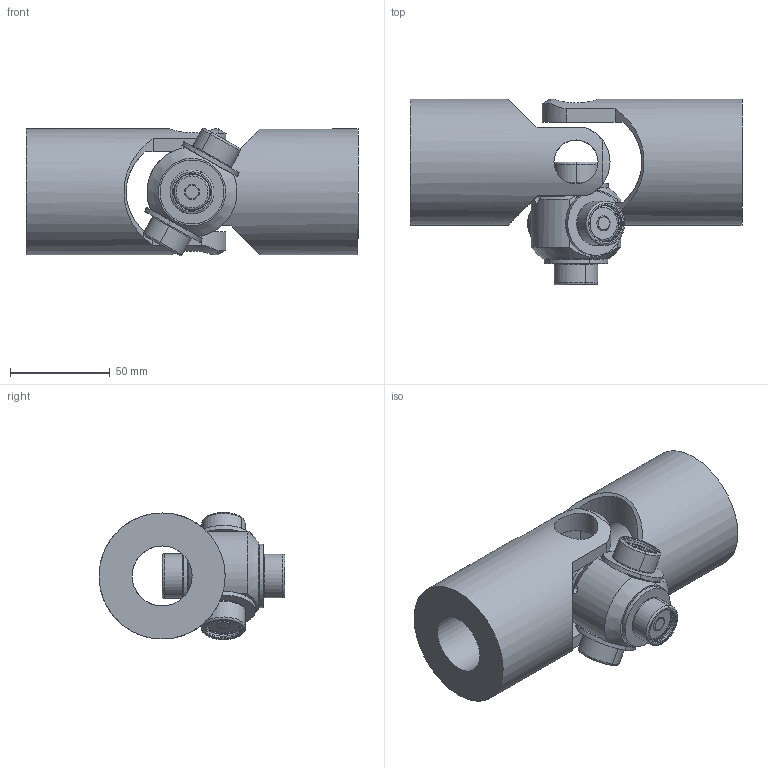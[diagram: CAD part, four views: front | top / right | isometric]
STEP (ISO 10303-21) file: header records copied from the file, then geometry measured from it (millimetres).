
FILE_DESCRIPTION(/* description */ ('Alibre Inc.'),/* implementation_level */ '2;1');
FILE_NAME(/* name */ 'export0',/* time_stamp */ '2012-08-13T16:18:30+02:00',/* author */ (''),/* organization */ (''),/* preprocessor_version */ 'ST-DEVELOPER v12',/* originating_system */ 'Alibre',/* authorisation */ '');
FILE_SCHEMA (('CONFIG_CONTROL_DESIGN'));
Length unit declared in the file: millimetre
Products named in the file (4): ID_1
Bounding box: 166 x 92.9 x 63.61 mm (x, y, z)
Volume: 357507.4 mm3; surface area: 79815.8 mm2
Topology: 11 solids, 11 shells, 239 faces, 555 edges, 358 vertices
Faces by surface type: cylinder 99, plane 68, torus 40, cone 32
Full cylindrical faces by diameter (mm): 22 x4, 30 x2, 63 x2
Entity records: 7523 total; most frequent: CARTESIAN_POINT 1745, DIRECTION 1144, ORIENTED_EDGE 1066, AXIS2_PLACEMENT_3D 547, EDGE_CURVE 533, VERTEX_POINT 346, CIRCLE 303, EDGE_LOOP 297
